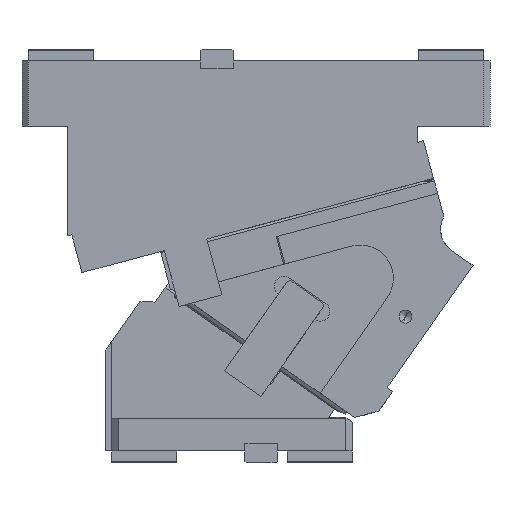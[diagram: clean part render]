
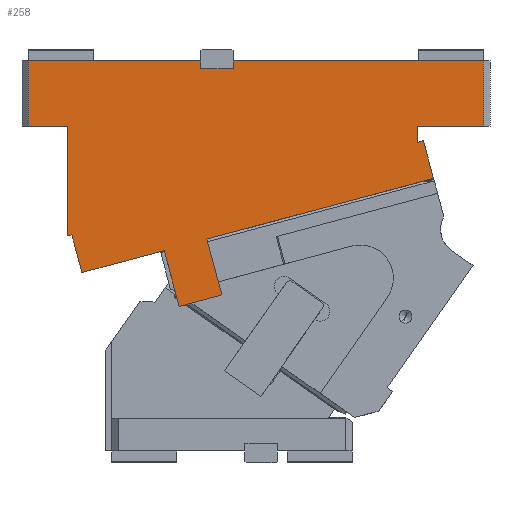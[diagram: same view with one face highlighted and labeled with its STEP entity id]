
A CAD part, front view. The second image highlights one B-rep face of the part: STEP entity #258.
In plain terms, the highlighted planar face has unit normal (0, -1, 0).
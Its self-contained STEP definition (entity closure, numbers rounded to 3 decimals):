
#63=CARTESIAN_POINT('Vertex',(162.5,-125.,0.)) ;
#77=CARTESIAN_POINT('Vertex',(162.5,-125.,-6.)) ;
#80=CARTESIAN_POINT('Line Origine',(162.5,-125.,-3.)) ;
#92=CARTESIAN_POINT('Axis2P3D Location',(0.,-125.,0.)) ;
#97=CARTESIAN_POINT('Line Origine',(137.5,-125.,-3.)) ;
#101=CARTESIAN_POINT('Vertex',(137.5,-125.,-6.)) ;
#103=CARTESIAN_POINT('Vertex',(137.5,-125.,0.)) ;
#106=CARTESIAN_POINT('Line Origine',(71.25,-125.,0.)) ;
#110=CARTESIAN_POINT('Vertex',(5.,-125.,0.)) ;
#113=CARTESIAN_POINT('Line Origine',(5.,-125.,-25.)) ;
#117=CARTESIAN_POINT('Vertex',(5.,-125.,-50.)) ;
#120=CARTESIAN_POINT('Line Origine',(20.,-125.,-50.)) ;
#124=CARTESIAN_POINT('Vertex',(35.,-125.,-50.)) ;
#127=CARTESIAN_POINT('Line Origine',(35.,-125.,-92.)) ;
#131=CARTESIAN_POINT('Vertex',(35.,-125.,-134.)) ;
#134=CARTESIAN_POINT('Line Origine',(36.244,-125.,-134.)) ;
#138=CARTESIAN_POINT('Vertex',(37.487,-125.,-134.)) ;
#141=CARTESIAN_POINT('Line Origine',(37.918,-125.,-133.885)) ;
#145=CARTESIAN_POINT('Vertex',(38.348,-125.,-133.769)) ;
#148=CARTESIAN_POINT('Line Origine',(42.23,-125.,-148.258)) ;
#152=CARTESIAN_POINT('Vertex',(46.112,-125.,-162.747)) ;
#155=CARTESIAN_POINT('Line Origine',(77.746,-125.,-154.271)) ;
#159=CARTESIAN_POINT('Vertex',(109.38,-125.,-145.795)) ;
#162=CARTESIAN_POINT('Line Origine',(115.139,-125.,-167.286)) ;
#166=CARTESIAN_POINT('Vertex',(120.898,-125.,-188.778)) ;
#169=CARTESIAN_POINT('Line Origine',(137.319,-125.,-184.378)) ;
#173=CARTESIAN_POINT('Vertex',(153.739,-125.,-179.978)) ;
#176=CARTESIAN_POINT('Line Origine',(147.981,-125.,-158.487)) ;
#180=CARTESIAN_POINT('Vertex',(142.222,-125.,-136.995)) ;
#183=CARTESIAN_POINT('Line Origine',(229.397,-125.,-113.636)) ;
#187=CARTESIAN_POINT('Vertex',(316.572,-125.,-90.278)) ;
#190=CARTESIAN_POINT('Line Origine',(312.689,-125.,-75.789)) ;
#194=CARTESIAN_POINT('Vertex',(308.807,-125.,-61.3)) ;
#197=CARTESIAN_POINT('Line Origine',(306.403,-125.,-61.944)) ;
#201=CARTESIAN_POINT('Vertex',(304.,-125.,-62.588)) ;
#204=CARTESIAN_POINT('Line Origine',(304.,-125.,-56.294)) ;
#208=CARTESIAN_POINT('Vertex',(304.,-125.,-50.)) ;
#211=CARTESIAN_POINT('Line Origine',(329.5,-125.,-50.)) ;
#215=CARTESIAN_POINT('Vertex',(355.,-125.,-50.)) ;
#218=CARTESIAN_POINT('Line Origine',(355.,-125.,-25.)) ;
#222=CARTESIAN_POINT('Vertex',(355.,-125.,0.)) ;
#225=CARTESIAN_POINT('Line Origine',(258.75,-125.,0.)) ;
#230=CARTESIAN_POINT('Line Origine',(150.,-125.,-6.)) ;
#81=DIRECTION('Vector Direction',(0.,0.,-1.)) ;
#93=DIRECTION('Axis2P3D Direction',(0.,1.,0.)) ;
#94=DIRECTION('Axis2P3D XDirection',(0.,0.,1.)) ;
#98=DIRECTION('Vector Direction',(0.,0.,1.)) ;
#107=DIRECTION('Vector Direction',(1.,0.,0.)) ;
#114=DIRECTION('Vector Direction',(0.,0.,-1.)) ;
#121=DIRECTION('Vector Direction',(1.,0.,0.)) ;
#128=DIRECTION('Vector Direction',(0.,0.,-1.)) ;
#135=DIRECTION('Vector Direction',(-1.,0.,0.)) ;
#142=DIRECTION('Vector Direction',(-0.966,0.,-0.259)) ;
#149=DIRECTION('Vector Direction',(-0.259,0.,0.966)) ;
#156=DIRECTION('Vector Direction',(-0.966,0.,-0.259)) ;
#163=DIRECTION('Vector Direction',(-0.259,0.,0.966)) ;
#170=DIRECTION('Vector Direction',(0.966,0.,0.259)) ;
#177=DIRECTION('Vector Direction',(-0.259,0.,0.966)) ;
#184=DIRECTION('Vector Direction',(-0.966,0.,-0.259)) ;
#191=DIRECTION('Vector Direction',(0.259,0.,-0.966)) ;
#198=DIRECTION('Vector Direction',(0.966,0.,0.259)) ;
#205=DIRECTION('Vector Direction',(0.,0.,-1.)) ;
#212=DIRECTION('Vector Direction',(-1.,0.,0.)) ;
#219=DIRECTION('Vector Direction',(0.,0.,1.)) ;
#226=DIRECTION('Vector Direction',(1.,0.,0.)) ;
#231=DIRECTION('Vector Direction',(1.,0.,0.)) ;
#95=AXIS2_PLACEMENT_3D('Plane Axis2P3D',#92,#93,#94) ;
#236=ORIENTED_EDGE('',*,*,#105,.T.) ;
#237=ORIENTED_EDGE('',*,*,#112,.F.) ;
#238=ORIENTED_EDGE('',*,*,#119,.T.) ;
#239=ORIENTED_EDGE('',*,*,#126,.T.) ;
#240=ORIENTED_EDGE('',*,*,#133,.T.) ;
#241=ORIENTED_EDGE('',*,*,#140,.F.) ;
#242=ORIENTED_EDGE('',*,*,#147,.F.) ;
#243=ORIENTED_EDGE('',*,*,#154,.T.) ;
#244=ORIENTED_EDGE('',*,*,#161,.T.) ;
#245=ORIENTED_EDGE('',*,*,#168,.F.) ;
#246=ORIENTED_EDGE('',*,*,#175,.T.) ;
#247=ORIENTED_EDGE('',*,*,#182,.T.) ;
#248=ORIENTED_EDGE('',*,*,#189,.T.) ;
#249=ORIENTED_EDGE('',*,*,#196,.T.) ;
#250=ORIENTED_EDGE('',*,*,#203,.T.) ;
#251=ORIENTED_EDGE('',*,*,#210,.F.) ;
#252=ORIENTED_EDGE('',*,*,#217,.F.) ;
#253=ORIENTED_EDGE('',*,*,#224,.T.) ;
#254=ORIENTED_EDGE('',*,*,#229,.F.) ;
#255=ORIENTED_EDGE('',*,*,#84,.T.) ;
#256=ORIENTED_EDGE('',*,*,#234,.F.) ;
#82=VECTOR('Line Direction',#81,1.) ;
#99=VECTOR('Line Direction',#98,1.) ;
#108=VECTOR('Line Direction',#107,1.) ;
#115=VECTOR('Line Direction',#114,1.) ;
#122=VECTOR('Line Direction',#121,1.) ;
#129=VECTOR('Line Direction',#128,1.) ;
#136=VECTOR('Line Direction',#135,1.) ;
#143=VECTOR('Line Direction',#142,1.) ;
#150=VECTOR('Line Direction',#149,1.) ;
#157=VECTOR('Line Direction',#156,1.) ;
#164=VECTOR('Line Direction',#163,1.) ;
#171=VECTOR('Line Direction',#170,1.) ;
#178=VECTOR('Line Direction',#177,1.) ;
#185=VECTOR('Line Direction',#184,1.) ;
#192=VECTOR('Line Direction',#191,1.) ;
#199=VECTOR('Line Direction',#198,1.) ;
#206=VECTOR('Line Direction',#205,1.) ;
#213=VECTOR('Line Direction',#212,1.) ;
#220=VECTOR('Line Direction',#219,1.) ;
#227=VECTOR('Line Direction',#226,1.) ;
#232=VECTOR('Line Direction',#231,1.) ;
#258=ADVANCED_FACE('CAM HOLDER',(#257),#96,.F.) ;
#84=EDGE_CURVE('',#64,#78,#83,.T.) ;
#105=EDGE_CURVE('',#102,#104,#100,.T.) ;
#112=EDGE_CURVE('',#111,#104,#109,.T.) ;
#119=EDGE_CURVE('',#111,#118,#116,.T.) ;
#126=EDGE_CURVE('',#118,#125,#123,.T.) ;
#133=EDGE_CURVE('',#125,#132,#130,.T.) ;
#140=EDGE_CURVE('',#139,#132,#137,.T.) ;
#147=EDGE_CURVE('',#146,#139,#144,.T.) ;
#154=EDGE_CURVE('',#146,#153,#151,.F.) ;
#161=EDGE_CURVE('',#153,#160,#158,.F.) ;
#168=EDGE_CURVE('',#167,#160,#165,.T.) ;
#175=EDGE_CURVE('',#167,#174,#172,.T.) ;
#182=EDGE_CURVE('',#174,#181,#179,.T.) ;
#189=EDGE_CURVE('',#181,#188,#186,.F.) ;
#196=EDGE_CURVE('',#188,#195,#193,.F.) ;
#203=EDGE_CURVE('',#195,#202,#200,.F.) ;
#210=EDGE_CURVE('',#209,#202,#207,.T.) ;
#217=EDGE_CURVE('',#216,#209,#214,.T.) ;
#224=EDGE_CURVE('',#216,#223,#221,.T.) ;
#229=EDGE_CURVE('',#64,#223,#228,.T.) ;
#234=EDGE_CURVE('',#102,#78,#233,.T.) ;
#235=EDGE_LOOP('',(#236,#237,#238,#239,#240,#241,#242,#243,#244,#245,#246,#247,#248,#249,#250,#251,#252,#253,#254,#255,#256)) ;
#257=FACE_OUTER_BOUND('',#235,.T.) ;
#83=LINE('Line',#80,#82) ;
#100=LINE('Line',#97,#99) ;
#109=LINE('Line',#106,#108) ;
#116=LINE('Line',#113,#115) ;
#123=LINE('Line',#120,#122) ;
#130=LINE('Line',#127,#129) ;
#137=LINE('Line',#134,#136) ;
#144=LINE('Line',#141,#143) ;
#151=LINE('Line',#148,#150) ;
#158=LINE('Line',#155,#157) ;
#165=LINE('Line',#162,#164) ;
#172=LINE('Line',#169,#171) ;
#179=LINE('Line',#176,#178) ;
#186=LINE('Line',#183,#185) ;
#193=LINE('Line',#190,#192) ;
#200=LINE('Line',#197,#199) ;
#207=LINE('Line',#204,#206) ;
#214=LINE('Line',#211,#213) ;
#221=LINE('Line',#218,#220) ;
#228=LINE('Line',#225,#227) ;
#233=LINE('Line',#230,#232) ;
#96=PLANE('Plane',#95) ;
#64=VERTEX_POINT('',#63) ;
#78=VERTEX_POINT('',#77) ;
#102=VERTEX_POINT('',#101) ;
#104=VERTEX_POINT('',#103) ;
#111=VERTEX_POINT('',#110) ;
#118=VERTEX_POINT('',#117) ;
#125=VERTEX_POINT('',#124) ;
#132=VERTEX_POINT('',#131) ;
#139=VERTEX_POINT('',#138) ;
#146=VERTEX_POINT('',#145) ;
#153=VERTEX_POINT('',#152) ;
#160=VERTEX_POINT('',#159) ;
#167=VERTEX_POINT('',#166) ;
#174=VERTEX_POINT('',#173) ;
#181=VERTEX_POINT('',#180) ;
#188=VERTEX_POINT('',#187) ;
#195=VERTEX_POINT('',#194) ;
#202=VERTEX_POINT('',#201) ;
#209=VERTEX_POINT('',#208) ;
#216=VERTEX_POINT('',#215) ;
#223=VERTEX_POINT('',#222) ;
